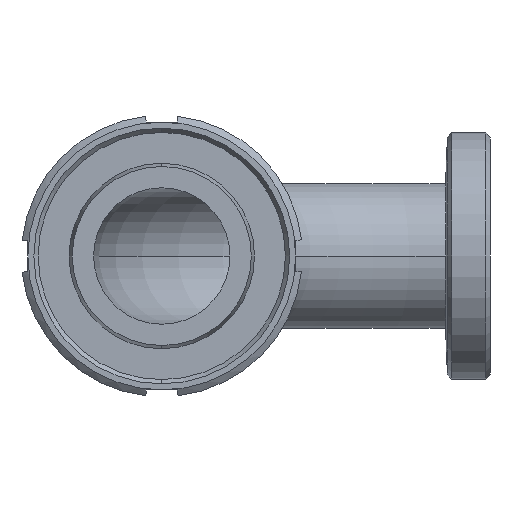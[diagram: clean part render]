
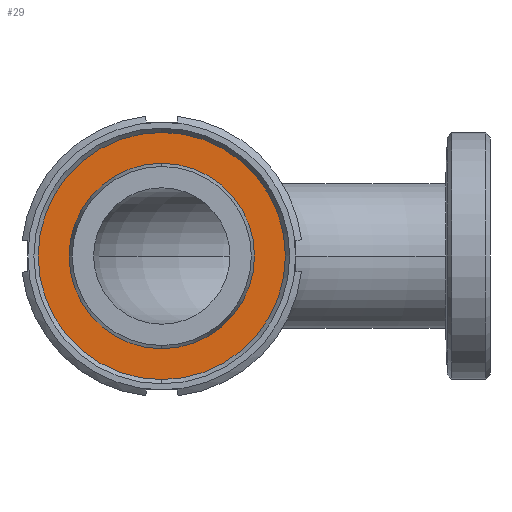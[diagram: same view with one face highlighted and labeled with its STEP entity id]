
A CAD part, front view. The second image highlights one B-rep face of the part: STEP entity #29.
In plain terms, the highlighted planar face has unit normal (0, -1, 0).
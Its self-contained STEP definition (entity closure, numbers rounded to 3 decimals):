
#29 = ADVANCED_FACE ( 'NONE', ( #1955, #1490 ), #812, .T. ) ;
#110 = CIRCLE ( 'NONE', #2044, 30. ) ;
#118 = EDGE_CURVE ( 'NONE', #1190, #2010, #1493, .T. ) ;
#197 = ORIENTED_EDGE ( 'NONE', *, *, #1614, .T. ) ;
#206 = CIRCLE ( 'NONE', #998, 17.02 ) ;
#232 = DIRECTION ( 'NONE',  ( 0., 1., 0. ) ) ;
#244 = CARTESIAN_POINT ( 'NONE',  ( 0., 3.01, 0. ) ) ;
#256 = AXIS2_PLACEMENT_3D ( 'NONE', #2116, #628, #1662 ) ;
#329 = CARTESIAN_POINT ( 'NONE',  ( 0., 3.01, 0. ) ) ;
#531 = DIRECTION ( 'NONE',  ( 0., 0., 1. ) ) ;
#546 = CARTESIAN_POINT ( 'NONE',  ( 0., 3.01, -30. ) ) ;
#566 = DIRECTION ( 'NONE',  ( 0., 0., 1. ) ) ;
#619 = AXIS2_PLACEMENT_3D ( 'NONE', #329, #2049, #531 ) ;
#624 = DIRECTION ( 'NONE',  ( 0., 0., 1. ) ) ;
#628 = DIRECTION ( 'NONE',  ( 0., -1., 0. ) ) ;
#650 = CARTESIAN_POINT ( 'NONE',  ( 0., 3.01, -17.02 ) ) ;
#674 = CARTESIAN_POINT ( 'NONE',  ( 0., 3.01, 0. ) ) ;
#812 = PLANE ( 'NONE',  #256 ) ;
#815 = DIRECTION ( 'NONE',  ( 0., 1., 0. ) ) ;
#819 = ORIENTED_EDGE ( 'NONE', *, *, #118, .F. ) ;
#831 = EDGE_CURVE ( 'NONE', #1920, #1341, #206, .T. ) ;
#998 = AXIS2_PLACEMENT_3D ( 'NONE', #244, #232, #566 ) ;
#1043 = CARTESIAN_POINT ( 'NONE',  ( 0., 3.01, 17.02 ) ) ;
#1072 = CARTESIAN_POINT ( 'NONE',  ( 0., 3.01, 30. ) ) ;
#1080 = EDGE_LOOP ( 'NONE', ( #1409, #819 ) ) ;
#1114 = CARTESIAN_POINT ( 'NONE',  ( 0., 3.01, 0. ) ) ;
#1190 = VERTEX_POINT ( 'NONE', #546 ) ;
#1341 = VERTEX_POINT ( 'NONE', #650 ) ;
#1409 = ORIENTED_EDGE ( 'NONE', *, *, #2054, .F. ) ;
#1450 = DIRECTION ( 'NONE',  ( 0., 1., 0. ) ) ;
#1490 = FACE_OUTER_BOUND ( 'NONE', #1080, .T. ) ;
#1493 = CIRCLE ( 'NONE', #619, 30. ) ;
#1614 = EDGE_CURVE ( 'NONE', #1341, #1920, #1795, .T. ) ;
#1639 = ORIENTED_EDGE ( 'NONE', *, *, #831, .T. ) ;
#1662 = DIRECTION ( 'NONE',  ( 0., 0., -1. ) ) ;
#1795 = CIRCLE ( 'NONE', #2041, 17.02 ) ;
#1920 = VERTEX_POINT ( 'NONE', #1043 ) ;
#1947 = DIRECTION ( 'NONE',  ( 0., 0., 1. ) ) ;
#1955 = FACE_BOUND ( 'NONE', #2068, .T. ) ;
#2010 = VERTEX_POINT ( 'NONE', #1072 ) ;
#2041 = AXIS2_PLACEMENT_3D ( 'NONE', #1114, #1450, #624 ) ;
#2044 = AXIS2_PLACEMENT_3D ( 'NONE', #674, #815, #1947 ) ;
#2049 = DIRECTION ( 'NONE',  ( 0., 1., 0. ) ) ;
#2054 = EDGE_CURVE ( 'NONE', #2010, #1190, #110, .T. ) ;
#2068 = EDGE_LOOP ( 'NONE', ( #1639, #197 ) ) ;
#2116 = CARTESIAN_POINT ( 'NONE',  ( -17.02, 3.01, 0. ) ) ;
